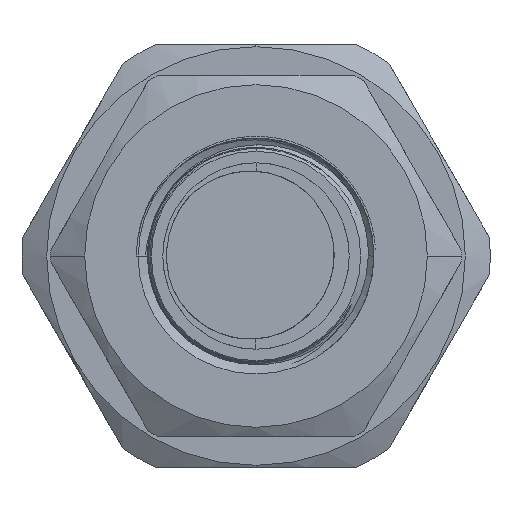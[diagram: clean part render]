
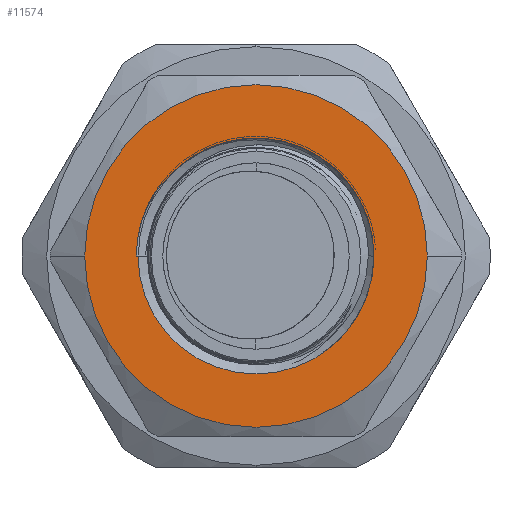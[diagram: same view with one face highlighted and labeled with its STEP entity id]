
A CAD part, left-side view. The second image highlights one B-rep face of the part: STEP entity #11574.
In plain terms, the highlighted planar face has unit normal (-1, 0, 0).
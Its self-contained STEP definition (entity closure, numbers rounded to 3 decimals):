
#49 = VERTEX_POINT ( 'NONE', #14674 ) ;
#493 = PLANE ( 'NONE',  #5092 ) ;
#505 = CARTESIAN_POINT ( 'NONE',  ( -91.15, 0., 0. ) ) ;
#796 = DIRECTION ( 'NONE',  ( 1., 0., 0. ) ) ;
#1058 = CARTESIAN_POINT ( 'NONE',  ( -91.15, 9., 0. ) ) ;
#1429 = CARTESIAN_POINT ( 'NONE',  ( -91.15, 5.939, 2.072 ) ) ;
#1604 = CARTESIAN_POINT ( 'NONE',  ( -91.15, -16.454, -9.5 ) ) ;
#1619 = DIRECTION ( 'NONE',  ( 0., 1., 0. ) ) ;
#2251 = CIRCLE ( 'NONE', #14094, 6.2 ) ;
#2271 = CARTESIAN_POINT ( 'NONE',  ( -91.15, 6.2, 0. ) ) ;
#2634 = CARTESIAN_POINT ( 'NONE',  ( -91.15, 5.601, 2.837 ) ) ;
#3088 = DIRECTION ( 'NONE',  ( 1., 0., 0. ) ) ;
#3275 = CARTESIAN_POINT ( 'NONE',  ( -91.15, -9., 0. ) ) ;
#3323 = CARTESIAN_POINT ( 'NONE',  ( -91.15, 0., 0. ) ) ;
#3423 = EDGE_CURVE ( 'NONE', #12347, #6558, #12505, .T. ) ;
#4023 = CARTESIAN_POINT ( 'NONE',  ( -91.15, 4.608, 4.199 ) ) ;
#4744 = VECTOR ( 'NONE', #12018, 1000. ) ;
#5092 = AXIS2_PLACEMENT_3D ( 'NONE', #1604, #3088, #12427 ) ;
#5141 = EDGE_CURVE ( 'NONE', #17167, #6558, #2251, .T. ) ;
#5173 = CARTESIAN_POINT ( 'NONE',  ( -91.15, 6.068, 1.673 ) ) ;
#5258 = AXIS2_PLACEMENT_3D ( 'NONE', #9754, #10847, #1619 ) ;
#5348 = CARTESIAN_POINT ( 'NONE',  ( -91.15, -16.454, 0. ) ) ;
#5485 = CARTESIAN_POINT ( 'NONE',  ( -91.15, -6.2, 0. ) ) ;
#5611 = ORIENTED_EDGE ( 'NONE', *, *, #5141, .T. ) ;
#5647 = ORIENTED_EDGE ( 'NONE', *, *, #6370, .T. ) ;
#6370 = EDGE_CURVE ( 'NONE', #6513, #16355, #9323, .T. ) ;
#6513 = VERTEX_POINT ( 'NONE', #3275 ) ;
#6558 = VERTEX_POINT ( 'NONE', #2271 ) ;
#6586 = CARTESIAN_POINT ( 'NONE',  ( -91.15, 6.287, 0.424 ) ) ;
#6804 = DIRECTION ( 'NONE',  ( 0., -1., 0. ) ) ;
#8379 = CIRCLE ( 'NONE', #16325, 9. ) ;
#8643 = DIRECTION ( 'NONE',  ( 0., -1., 0. ) ) ;
#8825 = ORIENTED_EDGE ( 'NONE', *, *, #11026, .T. ) ;
#9323 = CIRCLE ( 'NONE', #5258, 9. ) ;
#9383 = CARTESIAN_POINT ( 'NONE',  ( -91.15, 6.243, 0.843 ) ) ;
#9607 = ORIENTED_EDGE ( 'NONE', *, *, #13635, .T. ) ;
#9754 = CARTESIAN_POINT ( 'NONE',  ( -91.15, 0., 0. ) ) ;
#9803 = DIRECTION ( 'NONE',  ( -1., 0., 0. ) ) ;
#10072 = B_SPLINE_CURVE_WITH_KNOTS ( 'NONE', 3,
 ( #13167, #4023, #14699, #13343, #2634, #1429, #5173, #9383, #6586, #14632 ),
 .UNSPECIFIED., .F., .F.,
 ( 4, 2, 2, 2, 4 ),
 ( 0., 0.002, 0.003, 0.004, 0.005 ),
 .UNSPECIFIED. ) ;
#10671 = CARTESIAN_POINT ( 'NONE',  ( -91.15, 6.287, 0. ) ) ;
#10847 = DIRECTION ( 'NONE',  ( -1., 0., 0. ) ) ;
#11026 = EDGE_CURVE ( 'NONE', #49, #17167, #12578, .T. ) ;
#11328 = ORIENTED_EDGE ( 'NONE', *, *, #3423, .F. ) ;
#11394 = EDGE_LOOP ( 'NONE', ( #5647, #9607 ) ) ;
#11574 = ADVANCED_FACE ( 'NONE', ( #15930, #14234 ), #493, .F. ) ;
#12018 = DIRECTION ( 'NONE',  ( 0., -1., 0. ) ) ;
#12347 = VERTEX_POINT ( 'NONE', #10671 ) ;
#12366 = AXIS2_PLACEMENT_3D ( 'NONE', #14943, #14974, #6804 ) ;
#12427 = DIRECTION ( 'NONE',  ( 0., -1., 0. ) ) ;
#12505 = LINE ( 'NONE', #5348, #4744 ) ;
#12543 = EDGE_CURVE ( 'NONE', #49, #12347, #10072, .T. ) ;
#12578 = CIRCLE ( 'NONE', #12366, 6.2 ) ;
#13167 = CARTESIAN_POINT ( 'NONE',  ( -91.15, 4.288, 4.478 ) ) ;
#13343 = CARTESIAN_POINT ( 'NONE',  ( -91.15, 5.388, 3.207 ) ) ;
#13635 = EDGE_CURVE ( 'NONE', #16355, #6513, #8379, .T. ) ;
#13934 = DIRECTION ( 'NONE',  ( 0., 1., 0. ) ) ;
#14094 = AXIS2_PLACEMENT_3D ( 'NONE', #3323, #796, #8643 ) ;
#14234 = FACE_OUTER_BOUND ( 'NONE', #11394, .T. ) ;
#14395 = EDGE_LOOP ( 'NONE', ( #11328, #16750, #8825, #5611 ) ) ;
#14632 = CARTESIAN_POINT ( 'NONE',  ( -91.15, 6.287, 0. ) ) ;
#14674 = CARTESIAN_POINT ( 'NONE',  ( -91.15, 4.288, 4.478 ) ) ;
#14699 = CARTESIAN_POINT ( 'NONE',  ( -91.15, 4.892, 3.887 ) ) ;
#14943 = CARTESIAN_POINT ( 'NONE',  ( -91.15, 0., 0. ) ) ;
#14974 = DIRECTION ( 'NONE',  ( 1., 0., 0. ) ) ;
#15930 = FACE_BOUND ( 'NONE', #14395, .T. ) ;
#16325 = AXIS2_PLACEMENT_3D ( 'NONE', #505, #9803, #13934 ) ;
#16355 = VERTEX_POINT ( 'NONE', #1058 ) ;
#16750 = ORIENTED_EDGE ( 'NONE', *, *, #12543, .F. ) ;
#17167 = VERTEX_POINT ( 'NONE', #5485 ) ;
